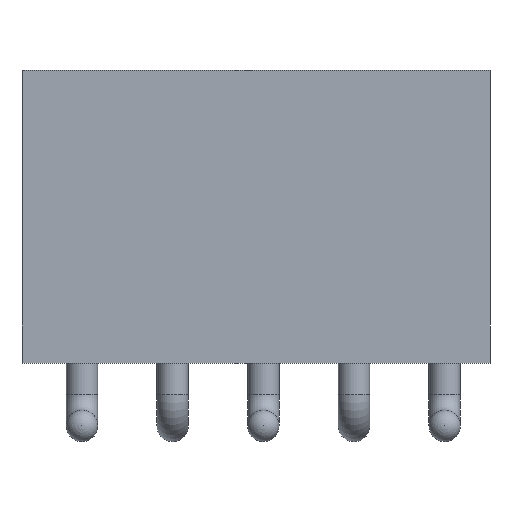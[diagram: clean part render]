
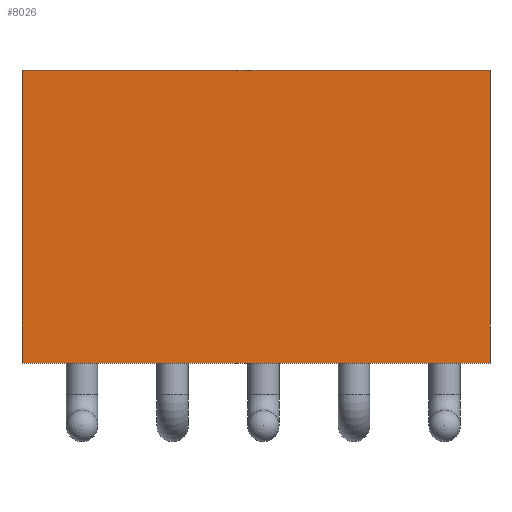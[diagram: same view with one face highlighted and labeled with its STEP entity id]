
A CAD part, front view. The second image highlights one B-rep face of the part: STEP entity #8026.
In plain terms, the highlighted planar face has unit normal (0, -1, 0).
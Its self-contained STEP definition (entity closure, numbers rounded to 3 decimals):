
#6825 = PLANE('',#6826);
#6826 = AXIS2_PLACEMENT_3D('',#6827,#6828,#6829);
#6827 = CARTESIAN_POINT('',(-19.697,12.566,
    -9.007));
#6828 = DIRECTION('',(-1.,0.,0.));
#6829 = DIRECTION('',(0.,0.,1.));
#6850 = VERTEX_POINT('',#6851);
#6851 = CARTESIAN_POINT('',(-19.697,11.466,
    -11.007));
#6865 = PLANE('',#6866);
#6866 = AXIS2_PLACEMENT_3D('',#6867,#6868,#6869);
#6867 = CARTESIAN_POINT('',(-18.857,12.566,
    -11.007));
#6868 = DIRECTION('',(0.,0.,1.));
#6869 = DIRECTION('',(1.,0.,0.));
#6877 = EDGE_CURVE('',#6850,#6878,#6880,.T.);
#6878 = VERTEX_POINT('',#6879);
#6879 = CARTESIAN_POINT('',(-19.697,11.466,
    -6.907));
#6880 = SURFACE_CURVE('',#6881,(#6885,#6892),.PCURVE_S1.);
#6881 = LINE('',#6882,#6883);
#6882 = CARTESIAN_POINT('',(-19.697,11.466,
    -11.007));
#6883 = VECTOR('',#6884,1.);
#6884 = DIRECTION('',(0.,0.,1.));
#6885 = PCURVE('',#6825,#6886);
#6886 = DEFINITIONAL_REPRESENTATION('',(#6887),#6891);
#6887 = LINE('',#6888,#6889);
#6888 = CARTESIAN_POINT('',(-2.,-1.1));
#6889 = VECTOR('',#6890,1.);
#6890 = DIRECTION('',(1.,0.));
#6891 = ( GEOMETRIC_REPRESENTATION_CONTEXT(2) 
PARAMETRIC_REPRESENTATION_CONTEXT() REPRESENTATION_CONTEXT('2D SPACE',''
  ) );
#6892 = PCURVE('',#6893,#6898);
#6893 = PLANE('',#6894);
#6894 = AXIS2_PLACEMENT_3D('',#6895,#6896,#6897);
#6895 = CARTESIAN_POINT('',(-19.492,11.466,
    -11.007));
#6896 = DIRECTION('',(0.,-1.,0.));
#6897 = DIRECTION('',(1.,0.,0.));
#6898 = DEFINITIONAL_REPRESENTATION('',(#6899),#6903);
#6899 = LINE('',#6900,#6901);
#6900 = CARTESIAN_POINT('',(-0.205,0.));
#6901 = VECTOR('',#6902,1.);
#6902 = DIRECTION('',(0.,1.));
#6903 = ( GEOMETRIC_REPRESENTATION_CONTEXT(2) 
PARAMETRIC_REPRESENTATION_CONTEXT() REPRESENTATION_CONTEXT('2D SPACE',''
  ) );
#6921 = PLANE('',#6922);
#6922 = AXIS2_PLACEMENT_3D('',#6923,#6924,#6925);
#6923 = CARTESIAN_POINT('',(-18.857,12.566,
    -6.907));
#6924 = DIRECTION('',(0.,0.,1.));
#6925 = DIRECTION('',(1.,0.,0.));
#7052 = PLANE('',#7053);
#7053 = AXIS2_PLACEMENT_3D('',#7054,#7055,#7056);
#7054 = CARTESIAN_POINT('',(-13.142,11.466,
    -11.007));
#7055 = DIRECTION('',(1.,0.,0.));
#7056 = DIRECTION('',(0.,1.,0.));
#7164 = VERTEX_POINT('',#7165);
#7165 = CARTESIAN_POINT('',(-13.142,11.466,
    -6.907));
#7186 = EDGE_CURVE('',#7187,#7164,#7189,.T.);
#7187 = VERTEX_POINT('',#7188);
#7188 = CARTESIAN_POINT('',(-13.142,11.466,
    -11.007));
#7189 = SURFACE_CURVE('',#7190,(#7194,#7201),.PCURVE_S1.);
#7190 = LINE('',#7191,#7192);
#7191 = CARTESIAN_POINT('',(-13.142,11.466,
    -11.007));
#7192 = VECTOR('',#7193,1.);
#7193 = DIRECTION('',(0.,0.,1.));
#7194 = PCURVE('',#7052,#7195);
#7195 = DEFINITIONAL_REPRESENTATION('',(#7196),#7200);
#7196 = LINE('',#7197,#7198);
#7197 = CARTESIAN_POINT('',(0.,0.));
#7198 = VECTOR('',#7199,1.);
#7199 = DIRECTION('',(0.,1.));
#7200 = ( GEOMETRIC_REPRESENTATION_CONTEXT(2) 
PARAMETRIC_REPRESENTATION_CONTEXT() REPRESENTATION_CONTEXT('2D SPACE',''
  ) );
#7201 = PCURVE('',#6893,#7202);
#7202 = DEFINITIONAL_REPRESENTATION('',(#7203),#7207);
#7203 = LINE('',#7204,#7205);
#7204 = CARTESIAN_POINT('',(6.35,0.));
#7205 = VECTOR('',#7206,1.);
#7206 = DIRECTION('',(0.,1.));
#7207 = ( GEOMETRIC_REPRESENTATION_CONTEXT(2) 
PARAMETRIC_REPRESENTATION_CONTEXT() REPRESENTATION_CONTEXT('2D SPACE',''
  ) );
#7858 = EDGE_CURVE('',#6850,#7187,#7859,.T.);
#7859 = SURFACE_CURVE('',#7860,(#7864,#7871),.PCURVE_S1.);
#7860 = LINE('',#7861,#7862);
#7861 = CARTESIAN_POINT('',(-19.492,11.466,
    -11.007));
#7862 = VECTOR('',#7863,1.);
#7863 = DIRECTION('',(1.,0.,0.));
#7864 = PCURVE('',#6865,#7865);
#7865 = DEFINITIONAL_REPRESENTATION('',(#7866),#7870);
#7866 = LINE('',#7867,#7868);
#7867 = CARTESIAN_POINT('',(-0.635,-1.1));
#7868 = VECTOR('',#7869,1.);
#7869 = DIRECTION('',(1.,0.));
#7870 = ( GEOMETRIC_REPRESENTATION_CONTEXT(2) 
PARAMETRIC_REPRESENTATION_CONTEXT() REPRESENTATION_CONTEXT('2D SPACE',''
  ) );
#7871 = PCURVE('',#6893,#7872);
#7872 = DEFINITIONAL_REPRESENTATION('',(#7873),#7877);
#7873 = LINE('',#7874,#7875);
#7874 = CARTESIAN_POINT('',(0.,0.));
#7875 = VECTOR('',#7876,1.);
#7876 = DIRECTION('',(1.,0.));
#7877 = ( GEOMETRIC_REPRESENTATION_CONTEXT(2) 
PARAMETRIC_REPRESENTATION_CONTEXT() REPRESENTATION_CONTEXT('2D SPACE',''
  ) );
#8026 = ADVANCED_FACE('',(#8027),#6893,.T.);
#8027 = FACE_BOUND('',#8028,.T.);
#8028 = EDGE_LOOP('',(#8029,#8030,#8031,#8052));
#8029 = ORIENTED_EDGE('',*,*,#7858,.T.);
#8030 = ORIENTED_EDGE('',*,*,#7186,.T.);
#8031 = ORIENTED_EDGE('',*,*,#8032,.T.);
#8032 = EDGE_CURVE('',#7164,#6878,#8033,.T.);
#8033 = SURFACE_CURVE('',#8034,(#8038,#8045),.PCURVE_S1.);
#8034 = LINE('',#8035,#8036);
#8035 = CARTESIAN_POINT('',(-19.492,11.466,
    -6.907));
#8036 = VECTOR('',#8037,1.);
#8037 = DIRECTION('',(-1.,0.,0.));
#8038 = PCURVE('',#6893,#8039);
#8039 = DEFINITIONAL_REPRESENTATION('',(#8040),#8044);
#8040 = LINE('',#8041,#8042);
#8041 = CARTESIAN_POINT('',(0.,4.1));
#8042 = VECTOR('',#8043,1.);
#8043 = DIRECTION('',(-1.,0.));
#8044 = ( GEOMETRIC_REPRESENTATION_CONTEXT(2) 
PARAMETRIC_REPRESENTATION_CONTEXT() REPRESENTATION_CONTEXT('2D SPACE',''
  ) );
#8045 = PCURVE('',#6921,#8046);
#8046 = DEFINITIONAL_REPRESENTATION('',(#8047),#8051);
#8047 = LINE('',#8048,#8049);
#8048 = CARTESIAN_POINT('',(-0.635,-1.1));
#8049 = VECTOR('',#8050,1.);
#8050 = DIRECTION('',(-1.,0.));
#8051 = ( GEOMETRIC_REPRESENTATION_CONTEXT(2) 
PARAMETRIC_REPRESENTATION_CONTEXT() REPRESENTATION_CONTEXT('2D SPACE',''
  ) );
#8052 = ORIENTED_EDGE('',*,*,#6877,.F.);
